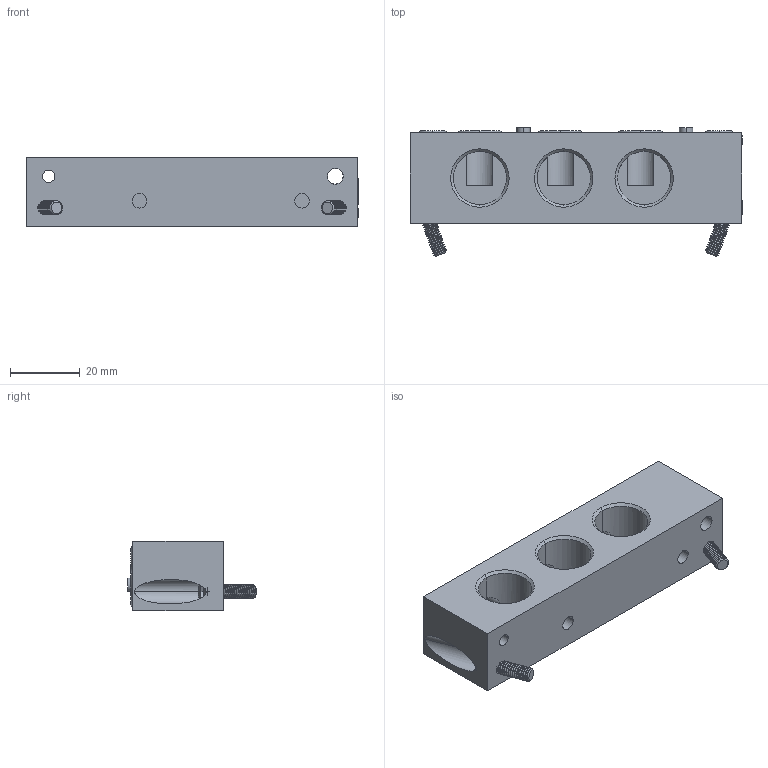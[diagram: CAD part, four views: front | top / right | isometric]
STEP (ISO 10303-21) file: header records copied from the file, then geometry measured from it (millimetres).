
FILE_DESCRIPTION (( 'STEP AP214' ), '1' );
FILE_NAME ('07_053_2.STEP', '2016-06-29T10:21:40', ( '' ), ( '' ), 'SwSTEP 2.0', 'SolidWorks 2016', '' );
FILE_SCHEMA (( 'AUTOMOTIVE_DESIGN' ));
Length unit declared in the file: millimetre
Products named in the file (1): 07_053_2
Bounding box: 95 x 36.84 x 20 mm (x, y, z)
Volume: 38307.8 mm3; surface area: 15890 mm2
Topology: 10 solids, 10 shells, 413 faces, 1028 edges, 636 vertices
Faces by surface type: cone 198, cylinder 130, plane 57, torus 28
Entity records: 12690 total; most frequent: DIRECTION 2439, CARTESIAN_POINT 2252, ORIENTED_EDGE 2048, EDGE_CURVE 1024, AXIS2_PLACEMENT_3D 1021, VERTEX_POINT 636, CIRCLE 607, EDGE_LOOP 438
